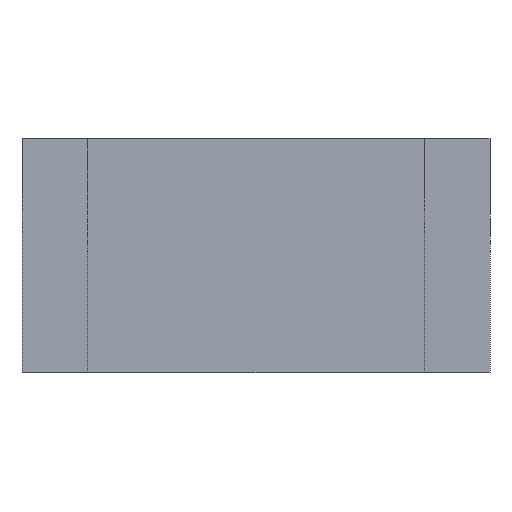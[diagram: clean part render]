
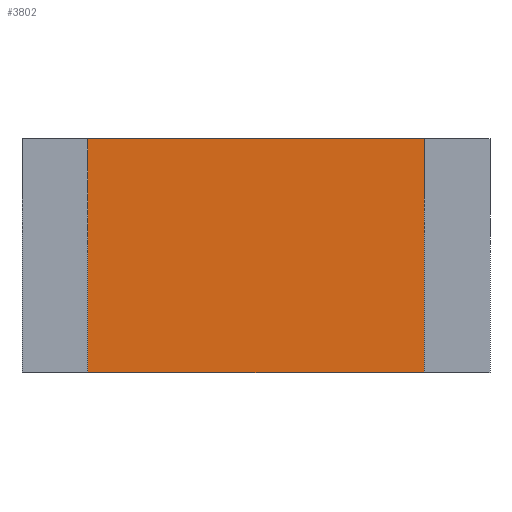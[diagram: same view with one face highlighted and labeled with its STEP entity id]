
A CAD part, front view. The second image highlights one B-rep face of the part: STEP entity #3802.
In plain terms, the highlighted planar face has unit normal (0, -1, 0).
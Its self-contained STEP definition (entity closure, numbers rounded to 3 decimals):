
#93 = ORIENTED_EDGE ( 'NONE', *, *, #3497, .T. ) ;
#469 = DIRECTION ( 'NONE',  ( -1., 0., 0. ) ) ;
#488 = CARTESIAN_POINT ( 'NONE',  ( -1.15, 0.013, -0.8 ) ) ;
#667 = CARTESIAN_POINT ( 'NONE',  ( 1.15, 0.012, -0.8 ) ) ;
#1142 = CARTESIAN_POINT ( 'NONE',  ( -1.15, 0.013, 0.8 ) ) ;
#1290 = VERTEX_POINT ( 'NONE', #1142 ) ;
#1316 = DIRECTION ( 'NONE',  ( -1., 0., 0. ) ) ;
#1536 = VERTEX_POINT ( 'NONE', #4887 ) ;
#1671 = EDGE_LOOP ( 'NONE', ( #3465, #3126, #2636, #93 ) ) ;
#1770 = VERTEX_POINT ( 'NONE', #2723 ) ;
#1906 = DIRECTION ( 'NONE',  ( 0., 0., 1. ) ) ;
#2133 = AXIS2_PLACEMENT_3D ( 'NONE', #4664, #2777, #469 ) ;
#2237 = VECTOR ( 'NONE', #1316, 1000. ) ;
#2498 = VECTOR ( 'NONE', #2856, 1000. ) ;
#2545 = FACE_OUTER_BOUND ( 'NONE', #1671, .T. ) ;
#2636 = ORIENTED_EDGE ( 'NONE', *, *, #3941, .F. ) ;
#2723 = CARTESIAN_POINT ( 'NONE',  ( -1.15, 0.013, -0.8 ) ) ;
#2777 = DIRECTION ( 'NONE',  ( 0., 1., 0. ) ) ;
#2856 = DIRECTION ( 'NONE',  ( -1., 0., 0. ) ) ;
#3018 = EDGE_CURVE ( 'NONE', #1536, #1290, #4049, .T. ) ;
#3126 = ORIENTED_EDGE ( 'NONE', *, *, #4714, .F. ) ;
#3316 = VECTOR ( 'NONE', #4235, 1000. ) ;
#3465 = ORIENTED_EDGE ( 'NONE', *, *, #3018, .T. ) ;
#3497 = EDGE_CURVE ( 'NONE', #4632, #1536, #3584, .T. ) ;
#3584 = LINE ( 'NONE', #667, #4575 ) ;
#3802 = ADVANCED_FACE ( 'NONE', ( #2545 ), #4304, .F. ) ;
#3866 = CARTESIAN_POINT ( 'NONE',  ( -1.15, 0.013, -0.8 ) ) ;
#3923 = LINE ( 'NONE', #3866, #3316 ) ;
#3941 = EDGE_CURVE ( 'NONE', #4632, #1770, #4443, .T. ) ;
#4015 = CARTESIAN_POINT ( 'NONE',  ( -1.15, 0.013, 0.8 ) ) ;
#4049 = LINE ( 'NONE', #4015, #2498 ) ;
#4235 = DIRECTION ( 'NONE',  ( 0., 0., 1. ) ) ;
#4304 = PLANE ( 'NONE',  #2133 ) ;
#4443 = LINE ( 'NONE', #488, #2237 ) ;
#4575 = VECTOR ( 'NONE', #1906, 1000. ) ;
#4600 = CARTESIAN_POINT ( 'NONE',  ( 1.15, 0.012, -0.8 ) ) ;
#4632 = VERTEX_POINT ( 'NONE', #4600 ) ;
#4664 = CARTESIAN_POINT ( 'NONE',  ( -1.15, 0.013, -0.8 ) ) ;
#4714 = EDGE_CURVE ( 'NONE', #1770, #1290, #3923, .T. ) ;
#4887 = CARTESIAN_POINT ( 'NONE',  ( 1.15, 0.012, 0.8 ) ) ;
